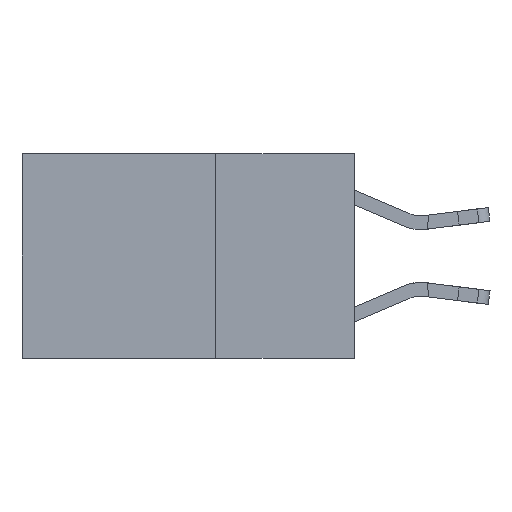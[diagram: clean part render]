
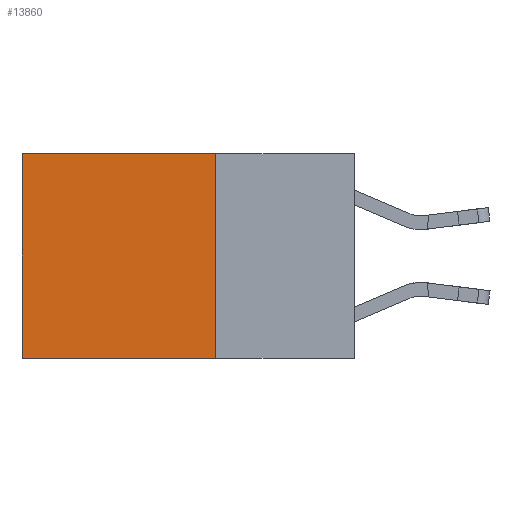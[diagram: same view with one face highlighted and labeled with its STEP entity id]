
A CAD part, left-side view. The second image highlights one B-rep face of the part: STEP entity #13860.
In plain terms, the highlighted planar face has unit normal (-1, 0, 0).
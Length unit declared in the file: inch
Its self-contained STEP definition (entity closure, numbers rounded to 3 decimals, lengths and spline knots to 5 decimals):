
#828 = DIRECTION ( 'NONE',  ( 0., 1., 0. ) ) ;
#1061 = LINE ( 'NONE', #10179, #13559 ) ;
#2388 = PLANE ( 'NONE',  #18119 ) ;
#2396 = CARTESIAN_POINT ( 'NONE',  ( 0.2625, 0.6, -0.37 ) ) ;
#2410 = CARTESIAN_POINT ( 'NONE',  ( 0.2625, 0.25, 0. ) ) ;
#2533 = EDGE_CURVE ( 'NONE', #11093, #6206, #18919, .T. ) ;
#4011 = EDGE_CURVE ( 'NONE', #9618, #11093, #1061, .T. ) ;
#4893 = CARTESIAN_POINT ( 'NONE',  ( 0.2625, 0.25, 0. ) ) ;
#5353 = DIRECTION ( 'NONE',  ( 0., 1., 0. ) ) ;
#5401 = CARTESIAN_POINT ( 'NONE',  ( 0.2625, 0.6, 0. ) ) ;
#5699 = VECTOR ( 'NONE', #10644, 39.37008 ) ;
#6003 = VECTOR ( 'NONE', #5353, 39.37008 ) ;
#6206 = VERTEX_POINT ( 'NONE', #2396 ) ;
#7442 = ORIENTED_EDGE ( 'NONE', *, *, #16441, .T. ) ;
#7535 = ORIENTED_EDGE ( 'NONE', *, *, #4011, .F. ) ;
#7582 = VECTOR ( 'NONE', #828, 39.37008 ) ;
#7803 = FACE_OUTER_BOUND ( 'NONE', #18909, .T. ) ;
#8647 = CARTESIAN_POINT ( 'NONE',  ( 0.2625, 0.25, -0.37 ) ) ;
#8962 = DIRECTION ( 'NONE',  ( 1., 0., 0. ) ) ;
#9618 = VERTEX_POINT ( 'NONE', #4893 ) ;
#10179 = CARTESIAN_POINT ( 'NONE',  ( 0.2625, 0.25, 0. ) ) ;
#10644 = DIRECTION ( 'NONE',  ( 0., 0., -1. ) ) ;
#11093 = VERTEX_POINT ( 'NONE', #15216 ) ;
#11824 = DIRECTION ( 'NONE',  ( 0., 0., -1. ) ) ;
#12413 = LINE ( 'NONE', #2410, #7582 ) ;
#13191 = EDGE_CURVE ( 'NONE', #9618, #13713, #12413, .T. ) ;
#13333 = LINE ( 'NONE', #15555, #5699 ) ;
#13559 = VECTOR ( 'NONE', #11824, 39.37008 ) ;
#13713 = VERTEX_POINT ( 'NONE', #5401 ) ;
#13860 = ADVANCED_FACE ( 'NONE', ( #7803 ), #2388, .F. ) ;
#15216 = CARTESIAN_POINT ( 'NONE',  ( 0.2625, 0.25, -0.37 ) ) ;
#15555 = CARTESIAN_POINT ( 'NONE',  ( 0.2625, 0.6, 0. ) ) ;
#15808 = ORIENTED_EDGE ( 'NONE', *, *, #2533, .F. ) ;
#16441 = EDGE_CURVE ( 'NONE', #13713, #6206, #13333, .T. ) ;
#18119 = AXIS2_PLACEMENT_3D ( 'NONE', #18651, #8962, #20264 ) ;
#18651 = CARTESIAN_POINT ( 'NONE',  ( 0.2625, 0.25, 0. ) ) ;
#18909 = EDGE_LOOP ( 'NONE', ( #7442, #15808, #7535, #20841 ) ) ;
#18919 = LINE ( 'NONE', #8647, #6003 ) ;
#20264 = DIRECTION ( 'NONE',  ( 0., 0., -1. ) ) ;
#20841 = ORIENTED_EDGE ( 'NONE', *, *, #13191, .T. ) ;
